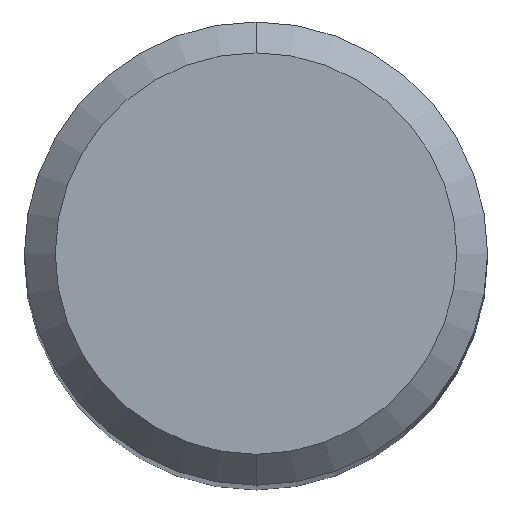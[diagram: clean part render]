
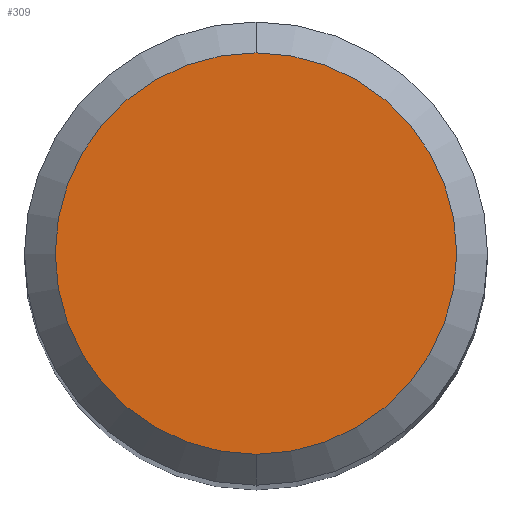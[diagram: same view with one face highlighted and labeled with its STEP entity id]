
A CAD part, top view. The second image highlights one B-rep face of the part: STEP entity #309.
In plain terms, the highlighted planar face has unit normal (0, 0, 1).
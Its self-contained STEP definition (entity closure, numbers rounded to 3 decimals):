
#309=ADVANCED_FACE('',(#880),#881,.T.);
#373=EDGE_CURVE('',#843,#823,#953,.T.);
#641=EDGE_CURVE('',#823,#843,#1241,.T.);
#823=VERTEX_POINT('',#1444);
#843=VERTEX_POINT('',#1465);
#880=FACE_OUTER_BOUND('',#1495,.T.);
#881=PLANE('',#1496);
#953=CIRCLE('',#2312,2.6);
#1241=CIRCLE('',#3148,2.6);
#1444=CARTESIAN_POINT('',(0.,-2.6,0.0));
#1465=CARTESIAN_POINT('',(0.0,2.6,0.0));
#1495=EDGE_LOOP('',(#5682,#5683));
#1496=AXIS2_PLACEMENT_3D('',#5684,#5685,#5686);
#2312=AXIS2_PLACEMENT_3D('',#5787,#5788,#5789);
#3148=AXIS2_PLACEMENT_3D('',#6036,#6037,#6038);
#5682=ORIENTED_EDGE('',*,*,#373,.F.);
#5683=ORIENTED_EDGE('',*,*,#641,.F.);
#5684=CARTESIAN_POINT('',(0.0,1.3,0.0));
#5685=DIRECTION('',(-0.0,0.0,1.0));
#5686=DIRECTION('',(0.0,-1.0,0.0));
#5787=CARTESIAN_POINT('',(0.0,0.0,0.0));
#5788=DIRECTION('',(0.0,0.0,-1.0));
#5789=DIRECTION('',(0.0,1.0,0.0));
#6036=CARTESIAN_POINT('',(0.0,0.0,0.0));
#6037=DIRECTION('',(0.0,0.0,-1.0));
#6038=DIRECTION('',(0.0,1.0,0.0));
